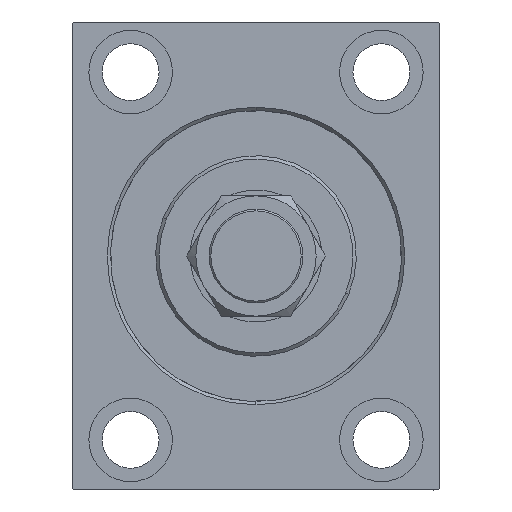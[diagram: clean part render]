
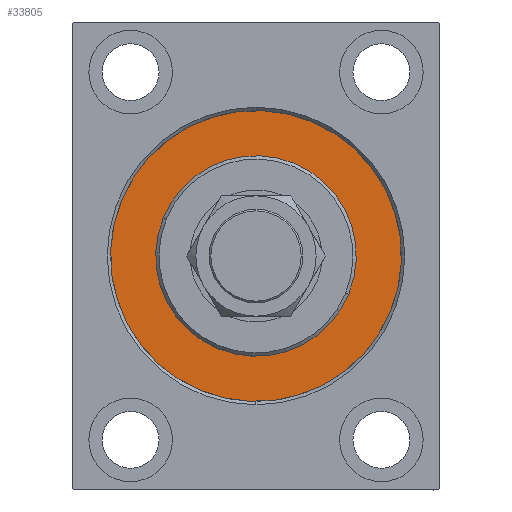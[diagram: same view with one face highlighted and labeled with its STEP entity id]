
A CAD part, left-side view. The second image highlights one B-rep face of the part: STEP entity #33805.
In plain terms, the highlighted face is planar.
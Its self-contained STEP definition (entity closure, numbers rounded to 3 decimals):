
#2351 = CARTESIAN_POINT ( 'NONE',  ( 0., 0., 0. ) ) ;
#5399 = DIRECTION ( 'NONE',  ( 1., 0., 0. ) ) ;
#5965 = CIRCLE ( 'NONE', #41988, 30. ) ;
#6237 = CARTESIAN_POINT ( 'NONE',  ( 0., 0., 0. ) ) ;
#6717 = CARTESIAN_POINT ( 'NONE',  ( 0., 0., -43.5 ) ) ;
#9415 = AXIS2_PLACEMENT_3D ( 'NONE', #2351, #37562, #16403 ) ;
#9773 = ORIENTED_EDGE ( 'NONE', *, *, #11362, .F. ) ;
#9917 = DIRECTION ( 'NONE',  ( -1., 0., 0. ) ) ;
#11362 = EDGE_CURVE ( 'NONE', #30939, #13978, #28168, .T. ) ;
#11787 = AXIS2_PLACEMENT_3D ( 'NONE', #6237, #9917, #20287 ) ;
#11821 = EDGE_CURVE ( 'NONE', #13978, #30939, #26687, .T. ) ;
#13374 = PLANE ( 'NONE',  #11787 ) ;
#13978 = VERTEX_POINT ( 'NONE', #40021 ) ;
#14932 = DIRECTION ( 'NONE',  ( 0., 0., 1. ) ) ;
#16403 = DIRECTION ( 'NONE',  ( 0., 0., -1. ) ) ;
#17051 = FACE_OUTER_BOUND ( 'NONE', #21991, .T. ) ;
#18161 = DIRECTION ( 'NONE',  ( -1., 0., 0. ) ) ;
#20084 = AXIS2_PLACEMENT_3D ( 'NONE', #22294, #18161, #14932 ) ;
#20287 = DIRECTION ( 'NONE',  ( 0., 0., 1. ) ) ;
#21991 = EDGE_LOOP ( 'NONE', ( #9773, #33709 ) ) ;
#22294 = CARTESIAN_POINT ( 'NONE',  ( 0., 0., 0. ) ) ;
#23088 = DIRECTION ( 'NONE',  ( 0., 0., 1. ) ) ;
#26687 = CIRCLE ( 'NONE', #20084, 43.5 ) ;
#26994 = CARTESIAN_POINT ( 'NONE',  ( 0., 0., 0. ) ) ;
#28071 = EDGE_LOOP ( 'NONE', ( #41986, #41978 ) ) ;
#28168 = CIRCLE ( 'NONE', #33327, 43.5 ) ;
#29275 = CIRCLE ( 'NONE', #9415, 30. ) ;
#29974 = EDGE_CURVE ( 'NONE', #33076, #43494, #29275, .T. ) ;
#30858 = CARTESIAN_POINT ( 'NONE',  ( 0., 0., 30. ) ) ;
#30939 = VERTEX_POINT ( 'NONE', #6717 ) ;
#33076 = VERTEX_POINT ( 'NONE', #37202 ) ;
#33327 = AXIS2_PLACEMENT_3D ( 'NONE', #26994, #34345, #23088 ) ;
#33709 = ORIENTED_EDGE ( 'NONE', *, *, #11821, .F. ) ;
#33805 = ADVANCED_FACE ( 'NONE', ( #38213, #17051 ), #13374, .F. ) ;
#34345 = DIRECTION ( 'NONE',  ( -1., 0., 0. ) ) ;
#37202 = CARTESIAN_POINT ( 'NONE',  ( 0., 0., -30. ) ) ;
#37562 = DIRECTION ( 'NONE',  ( 1., 0., 0. ) ) ;
#37608 = DIRECTION ( 'NONE',  ( 0., 0., -1. ) ) ;
#38213 = FACE_BOUND ( 'NONE', #28071, .T. ) ;
#39022 = EDGE_CURVE ( 'NONE', #43494, #33076, #5965, .T. ) ;
#40021 = CARTESIAN_POINT ( 'NONE',  ( 0., 0., 43.5 ) ) ;
#41978 = ORIENTED_EDGE ( 'NONE', *, *, #29974, .F. ) ;
#41986 = ORIENTED_EDGE ( 'NONE', *, *, #39022, .F. ) ;
#41988 = AXIS2_PLACEMENT_3D ( 'NONE', #43623, #5399, #37608 ) ;
#43494 = VERTEX_POINT ( 'NONE', #30858 ) ;
#43623 = CARTESIAN_POINT ( 'NONE',  ( 0., 0., 0. ) ) ;
